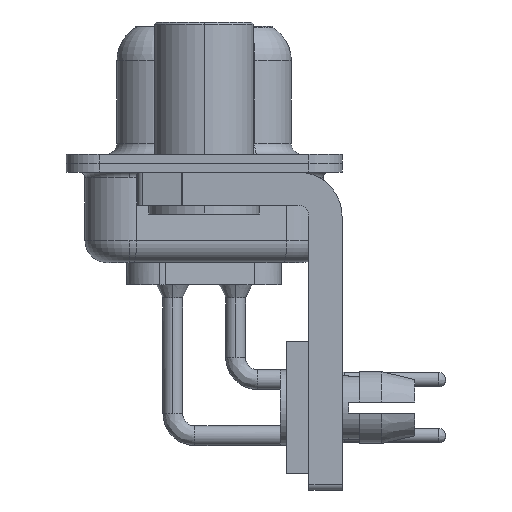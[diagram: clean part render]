
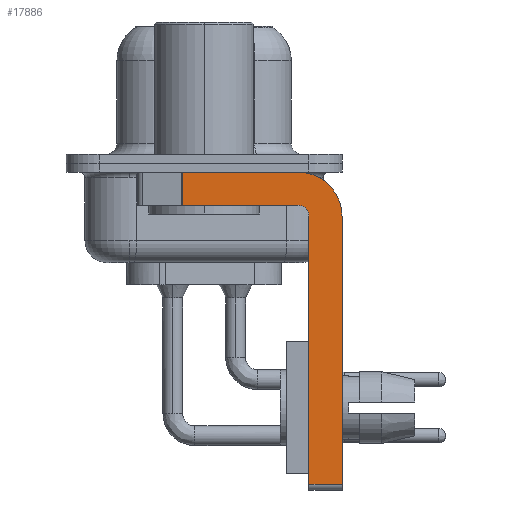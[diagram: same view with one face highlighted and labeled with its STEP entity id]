
A CAD part, left-side view. The second image highlights one B-rep face of the part: STEP entity #17886.
In plain terms, the highlighted planar face has unit normal (-1, 0, 0).
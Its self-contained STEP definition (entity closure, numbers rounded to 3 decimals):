
#244 = ORIENTED_EDGE ( 'NONE', *, *, #6595, .F. ) ;
#442 = VECTOR ( 'NONE', #3538, 1000. ) ;
#710 = EDGE_CURVE ( 'NONE', #10099, #1587, #5491, .T. ) ;
#839 = EDGE_CURVE ( 'NONE', #1587, #7085, #17380, .T. ) ;
#850 = LINE ( 'NONE', #13436, #9671 ) ;
#1587 = VERTEX_POINT ( 'NONE', #3420 ) ;
#1707 = DIRECTION ( 'NONE',  ( 0., 0., 1. ) ) ;
#1730 = ORIENTED_EDGE ( 'NONE', *, *, #8730, .T. ) ;
#1736 = CARTESIAN_POINT ( 'NONE',  ( -2.9, -6.25, -2.4 ) ) ;
#1951 = DIRECTION ( 'NONE',  ( 0., -1., 0. ) ) ;
#2034 = DIRECTION ( 'NONE',  ( 1., 0., 0. ) ) ;
#2158 = DIRECTION ( 'NONE',  ( 0., 0., -1. ) ) ;
#2188 = CARTESIAN_POINT ( 'NONE',  ( -2.9, -4.25, -1.9 ) ) ;
#2807 = CARTESIAN_POINT ( 'NONE',  ( -2.9, -4.75, -14.8 ) ) ;
#2956 = VECTOR ( 'NONE', #10976, 1000. ) ;
#3038 = CARTESIAN_POINT ( 'NONE',  ( -2.9, 3., -0.4 ) ) ;
#3157 = CARTESIAN_POINT ( 'NONE',  ( -2.9, -4.25, -2.4 ) ) ;
#3179 = DIRECTION ( 'NONE',  ( 1., 0., 0. ) ) ;
#3227 = VERTEX_POINT ( 'NONE', #21871 ) ;
#3420 = CARTESIAN_POINT ( 'NONE',  ( -2.9, -4.25, -0.4 ) ) ;
#3538 = DIRECTION ( 'NONE',  ( 0., 0., -1. ) ) ;
#3803 = CARTESIAN_POINT ( 'NONE',  ( -2.9, -4.75, -2.4 ) ) ;
#3894 = PLANE ( 'NONE',  #17131 ) ;
#4746 = DIRECTION ( 'NONE',  ( 0., 0., 1. ) ) ;
#4889 = DIRECTION ( 'NONE',  ( -1., 0., 0. ) ) ;
#4927 = CARTESIAN_POINT ( 'NONE',  ( -2.9, -4.25, -2.4 ) ) ;
#5056 = VECTOR ( 'NONE', #1707, 1000. ) ;
#5491 = LINE ( 'NONE', #3038, #19101 ) ;
#6199 = EDGE_CURVE ( 'NONE', #3227, #13123, #19224, .T. ) ;
#6595 = EDGE_CURVE ( 'NONE', #13123, #22348, #7795, .T. ) ;
#7061 = ORIENTED_EDGE ( 'NONE', *, *, #9873, .T. ) ;
#7085 = VERTEX_POINT ( 'NONE', #13901 ) ;
#7795 = CIRCLE ( 'NONE', #16454, 0.5 ) ;
#8279 = CARTESIAN_POINT ( 'NONE',  ( -2.9, -6.25, -14.55 ) ) ;
#8730 = EDGE_CURVE ( 'NONE', #3227, #21346, #850, .T. ) ;
#9287 = DIRECTION ( 'NONE',  ( 0., 1., 0. ) ) ;
#9524 = LINE ( 'NONE', #21809, #18427 ) ;
#9671 = VECTOR ( 'NONE', #18811, 1000. ) ;
#9873 = EDGE_CURVE ( 'NONE', #10099, #11746, #12291, .T. ) ;
#10099 = VERTEX_POINT ( 'NONE', #15147 ) ;
#10825 = ORIENTED_EDGE ( 'NONE', *, *, #17271, .F. ) ;
#10976 = DIRECTION ( 'NONE',  ( 0., 0., -1. ) ) ;
#11532 = ORIENTED_EDGE ( 'NONE', *, *, #839, .F. ) ;
#11746 = VERTEX_POINT ( 'NONE', #15160 ) ;
#11871 = ORIENTED_EDGE ( 'NONE', *, *, #6199, .F. ) ;
#12291 = LINE ( 'NONE', #14440, #2956 ) ;
#12668 = CARTESIAN_POINT ( 'NONE',  ( -2.9, -4.25, -2.4 ) ) ;
#12892 = LINE ( 'NONE', #1736, #442 ) ;
#13123 = VERTEX_POINT ( 'NONE', #3803 ) ;
#13436 = CARTESIAN_POINT ( 'NONE',  ( -2.9, -4.25, -14.55 ) ) ;
#13901 = CARTESIAN_POINT ( 'NONE',  ( -2.9, -6.25, -2.4 ) ) ;
#14405 = ORIENTED_EDGE ( 'NONE', *, *, #15924, .F. ) ;
#14440 = CARTESIAN_POINT ( 'NONE',  ( -2.9, 0.978, -1.9 ) ) ;
#15147 = CARTESIAN_POINT ( 'NONE',  ( -2.9, 0.978, -0.4 ) ) ;
#15160 = CARTESIAN_POINT ( 'NONE',  ( -2.9, 0.978, -1.9 ) ) ;
#15924 = EDGE_CURVE ( 'NONE', #22348, #11746, #9524, .T. ) ;
#16223 = DIRECTION ( 'NONE',  ( 0., 0., -1. ) ) ;
#16454 = AXIS2_PLACEMENT_3D ( 'NONE', #4927, #4889, #4746 ) ;
#17054 = AXIS2_PLACEMENT_3D ( 'NONE', #3157, #3179, #2158 ) ;
#17131 = AXIS2_PLACEMENT_3D ( 'NONE', #12668, #2034, #16223 ) ;
#17271 = EDGE_CURVE ( 'NONE', #7085, #21346, #12892, .T. ) ;
#17380 = CIRCLE ( 'NONE', #17054, 2. ) ;
#17886 = ADVANCED_FACE ( 'NONE', ( #22441 ), #3894, .F. ) ;
#18147 = ORIENTED_EDGE ( 'NONE', *, *, #710, .F. ) ;
#18427 = VECTOR ( 'NONE', #9287, 1000. ) ;
#18811 = DIRECTION ( 'NONE',  ( 0., -1., 0. ) ) ;
#19101 = VECTOR ( 'NONE', #1951, 1000. ) ;
#19224 = LINE ( 'NONE', #2807, #5056 ) ;
#21346 = VERTEX_POINT ( 'NONE', #8279 ) ;
#21809 = CARTESIAN_POINT ( 'NONE',  ( -2.9, -4.25, -1.9 ) ) ;
#21871 = CARTESIAN_POINT ( 'NONE',  ( -2.9, -4.75, -14.55 ) ) ;
#22348 = VERTEX_POINT ( 'NONE', #2188 ) ;
#22441 = FACE_OUTER_BOUND ( 'NONE', #22874, .T. ) ;
#22874 = EDGE_LOOP ( 'NONE', ( #18147, #7061, #14405, #244, #11871, #1730, #10825, #11532 ) ) ;
